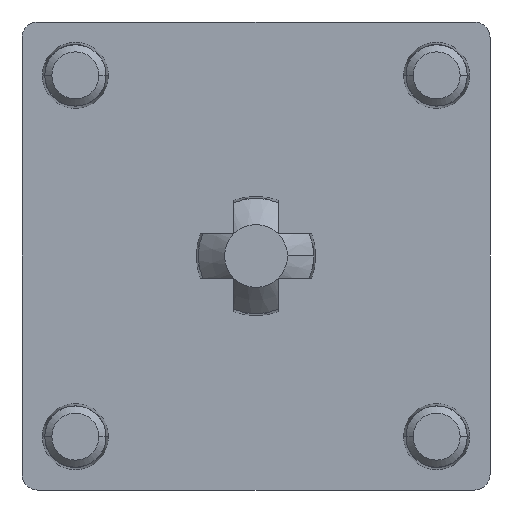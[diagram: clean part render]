
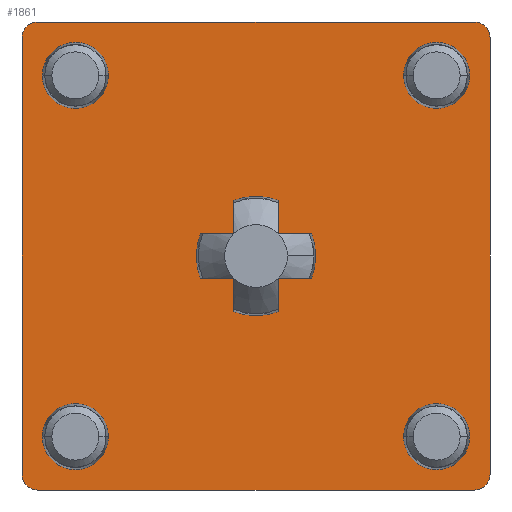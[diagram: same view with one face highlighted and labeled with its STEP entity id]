
A CAD part, front view. The second image highlights one B-rep face of the part: STEP entity #1861.
In plain terms, the highlighted planar face has unit normal (0, -1, 0).
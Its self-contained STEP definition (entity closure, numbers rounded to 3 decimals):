
#328=CARTESIAN_POINT('',(13.9,0.,-13.9));
#329=DIRECTION('',(0.,-1.,0.));
#330=DIRECTION('',(0.,0.,-1.));
#331=AXIS2_PLACEMENT_3D('',#328,#329,#330);
#337=DIRECTION('',(-1.,0.,0.));
#338=VECTOR('',#337,27.8);
#339=CARTESIAN_POINT('',(13.9,0.,-14.9));
#340=LINE('',#339,#338);
#344=CARTESIAN_POINT('',(-13.9,0.,-13.9));
#345=DIRECTION('',(0.,-1.,0.));
#346=DIRECTION('',(-1.,0.,0.));
#347=AXIS2_PLACEMENT_3D('',#344,#345,#346);
#352=DIRECTION('',(0.,0.,1.));
#353=VECTOR('',#352,27.8);
#354=CARTESIAN_POINT('',(-14.9,0.,-13.9));
#355=LINE('',#354,#353);
#359=CARTESIAN_POINT('',(-13.9,0.,13.9));
#360=DIRECTION('',(0.,-1.,0.));
#361=DIRECTION('',(0.,0.,1.));
#362=AXIS2_PLACEMENT_3D('',#359,#360,#361);
#367=DIRECTION('',(1.,0.,0.));
#368=VECTOR('',#367,27.8);
#369=CARTESIAN_POINT('',(-13.9,0.,14.9));
#370=LINE('',#369,#368);
#374=CARTESIAN_POINT('',(13.9,0.,13.9));
#375=DIRECTION('',(0.,-1.,0.));
#376=DIRECTION('',(1.,0.,0.));
#377=AXIS2_PLACEMENT_3D('',#374,#375,#376);
#382=DIRECTION('',(0.,0.,-1.));
#383=VECTOR('',#382,27.8);
#384=CARTESIAN_POINT('',(14.9,0.,13.9));
#385=LINE('',#384,#383);
#389=DIRECTION('',(1.,0.,0.));
#390=VECTOR('',#389,2.113);
#391=CARTESIAN_POINT('',(1.414,0.,1.414));
#392=LINE('',#391,#390);
#396=DIRECTION('',(0.,0.,-1.));
#397=VECTOR('',#396,2.113);
#398=CARTESIAN_POINT('',(1.414,0.,3.527));
#399=LINE('',#398,#397);
#403=CARTESIAN_POINT('',(0.,0.,0.));
#404=DIRECTION('',(0.,-1.,0.));
#405=DIRECTION('',(0.372,0.,0.928));
#406=AXIS2_PLACEMENT_3D('',#403,#404,#405);
#411=DIRECTION('',(0.,0.,1.));
#412=VECTOR('',#411,2.113);
#413=CARTESIAN_POINT('',(-1.414,0.,1.414));
#414=LINE('',#413,#412);
#418=DIRECTION('',(1.,0.,0.));
#419=VECTOR('',#418,2.113);
#420=CARTESIAN_POINT('',(-3.527,0.,1.414));
#421=LINE('',#420,#419);
#425=DIRECTION('',(-1.,0.,0.));
#426=VECTOR('',#425,2.113);
#427=CARTESIAN_POINT('',(-1.414,0.,-1.414));
#428=LINE('',#427,#426);
#432=DIRECTION('',(0.,0.,1.));
#433=VECTOR('',#432,2.113);
#434=CARTESIAN_POINT('',(-1.414,0.,-3.527));
#435=LINE('',#434,#433);
#439=CARTESIAN_POINT('',(0.,0.,0.));
#440=DIRECTION('',(0.,-1.,0.));
#441=DIRECTION('',(-0.372,0.,-0.928));
#442=AXIS2_PLACEMENT_3D('',#439,#440,#441);
#447=DIRECTION('',(0.,0.,-1.));
#448=VECTOR('',#447,2.113);
#449=CARTESIAN_POINT('',(1.414,0.,-1.414));
#450=LINE('',#449,#448);
#454=DIRECTION('',(-1.,0.,0.));
#455=VECTOR('',#454,2.113);
#456=CARTESIAN_POINT('',(3.527,0.,-1.414));
#457=LINE('',#456,#455);
#461=CARTESIAN_POINT('',(-11.5,0.,-11.5));
#462=DIRECTION('',(0.,-1.,0.));
#463=DIRECTION('',(1.,0.,0.));
#464=AXIS2_PLACEMENT_3D('',#461,#462,#463);
#469=CARTESIAN_POINT('',(-11.5,0.,-11.5));
#470=DIRECTION('',(0.,-1.,0.));
#471=DIRECTION('',(-1.,0.,0.));
#472=AXIS2_PLACEMENT_3D('',#469,#470,#471);
#477=CARTESIAN_POINT('',(11.5,0.,-11.5));
#478=DIRECTION('',(0.,1.,0.));
#479=DIRECTION('',(-1.,0.,0.));
#480=AXIS2_PLACEMENT_3D('',#477,#478,#479);
#485=CARTESIAN_POINT('',(11.5,0.,-11.5));
#486=DIRECTION('',(0.,1.,0.));
#487=DIRECTION('',(1.,0.,0.));
#488=AXIS2_PLACEMENT_3D('',#485,#486,#487);
#493=CARTESIAN_POINT('',(-11.5,0.,11.5));
#494=DIRECTION('',(0.,1.,0.));
#495=DIRECTION('',(1.,0.,0.));
#496=AXIS2_PLACEMENT_3D('',#493,#494,#495);
#501=CARTESIAN_POINT('',(-11.5,0.,11.5));
#502=DIRECTION('',(0.,1.,0.));
#503=DIRECTION('',(-1.,0.,0.));
#504=AXIS2_PLACEMENT_3D('',#501,#502,#503);
#509=CARTESIAN_POINT('',(11.5,0.,11.5));
#510=DIRECTION('',(0.,-1.,0.));
#511=DIRECTION('',(-1.,0.,0.));
#512=AXIS2_PLACEMENT_3D('',#509,#510,#511);
#517=CARTESIAN_POINT('',(11.5,0.,11.5));
#518=DIRECTION('',(0.,-1.,0.));
#519=DIRECTION('',(1.,0.,0.));
#520=AXIS2_PLACEMENT_3D('',#517,#518,#519);
#1081=CARTESIAN_POINT('',(-1.414,0.,3.527));
#1089=CARTESIAN_POINT('',(1.414,0.,3.527));
#1105=CARTESIAN_POINT('',(-1.414,0.,-3.527));
#1121=CARTESIAN_POINT('',(1.414,0.,-3.527));
#1129=CARTESIAN_POINT('',(0.,0.,0.));
#1130=DIRECTION('',(0.,1.,0.));
#1131=DIRECTION('',(-0.928,0.,-0.372));
#1132=AXIS2_PLACEMENT_3D('',#1129,#1130,#1131);
#1137=CARTESIAN_POINT('',(-3.527,0.,1.414));
#1145=CARTESIAN_POINT('',(-3.527,0.,-1.414));
#1169=CARTESIAN_POINT('',(3.527,0.,1.414));
#1177=CARTESIAN_POINT('',(0.,0.,0.));
#1178=DIRECTION('',(0.,1.,0.));
#1179=DIRECTION('',(0.928,0.,0.372));
#1180=AXIS2_PLACEMENT_3D('',#1177,#1178,#1179);
#1185=CARTESIAN_POINT('',(3.527,0.,-1.414));
#1650=CARTESIAN_POINT('',(-1.414,0.,-1.414));
#1651=VERTEX_POINT('',#1650);
#1652=CARTESIAN_POINT('',(-1.414,0.,1.414));
#1653=VERTEX_POINT('',#1652);
#1654=CARTESIAN_POINT('',(1.414,0.,-1.414));
#1655=VERTEX_POINT('',#1654);
#1656=CARTESIAN_POINT('',(1.414,0.,1.414));
#1657=VERTEX_POINT('',#1656);
#1658=VERTEX_POINT('',#1105);
#1660=VERTEX_POINT('',#1145);
#1662=VERTEX_POINT('',#1185);
#1664=VERTEX_POINT('',#1121);
#1666=VERTEX_POINT('',#1137);
#1668=VERTEX_POINT('',#1081);
#1670=VERTEX_POINT('',#1089);
#1672=VERTEX_POINT('',#1169);
#1676=CARTESIAN_POINT('',(13.9,0.,-14.9));
#1677=CARTESIAN_POINT('',(14.9,0.,-13.9));
#1678=VERTEX_POINT('',#1676);
#1679=VERTEX_POINT('',#1677);
#1680=CARTESIAN_POINT('',(-14.9,0.,-13.9));
#1681=CARTESIAN_POINT('',(-13.9,0.,-14.9));
#1682=VERTEX_POINT('',#1680);
#1683=VERTEX_POINT('',#1681);
#1684=CARTESIAN_POINT('',(-13.9,0.,14.9));
#1685=CARTESIAN_POINT('',(-14.9,0.,13.9));
#1686=VERTEX_POINT('',#1684);
#1687=VERTEX_POINT('',#1685);
#1688=CARTESIAN_POINT('',(14.9,0.,13.9));
#1689=CARTESIAN_POINT('',(13.9,0.,14.9));
#1690=VERTEX_POINT('',#1688);
#1691=VERTEX_POINT('',#1689);
#1748=CARTESIAN_POINT('',(-13.6,0.,-11.5));
#1749=VERTEX_POINT('',#1748);
#1750=CARTESIAN_POINT('',(-9.4,0.,-11.5));
#1751=VERTEX_POINT('',#1750);
#1760=CARTESIAN_POINT('',(13.6,0.,-11.5));
#1761=VERTEX_POINT('',#1760);
#1762=CARTESIAN_POINT('',(9.4,0.,-11.5));
#1763=VERTEX_POINT('',#1762);
#1772=CARTESIAN_POINT('',(-13.6,0.,11.5));
#1773=VERTEX_POINT('',#1772);
#1774=CARTESIAN_POINT('',(-9.4,0.,11.5));
#1775=VERTEX_POINT('',#1774);
#1784=CARTESIAN_POINT('',(13.6,0.,11.5));
#1785=VERTEX_POINT('',#1784);
#1786=CARTESIAN_POINT('',(9.4,0.,11.5));
#1787=VERTEX_POINT('',#1786);
#1788=CARTESIAN_POINT('',(0.,0.,0.));
#1789=DIRECTION('',(0.,1.,0.));
#1790=DIRECTION('',(1.,0.,0.));
#1791=AXIS2_PLACEMENT_3D('',#1788,#1789,#1790);
#1792=PLANE('',#1791);
#1794=ORIENTED_EDGE('',*,*,#1793,.F.);
#1796=ORIENTED_EDGE('',*,*,#1795,.T.);
#1798=ORIENTED_EDGE('',*,*,#1797,.F.);
#1800=ORIENTED_EDGE('',*,*,#1799,.T.);
#1802=ORIENTED_EDGE('',*,*,#1801,.F.);
#1804=ORIENTED_EDGE('',*,*,#1803,.T.);
#1806=ORIENTED_EDGE('',*,*,#1805,.F.);
#1808=ORIENTED_EDGE('',*,*,#1807,.T.);
#1809=EDGE_LOOP('',(#1794,#1796,#1798,#1800,#1802,#1804,#1806,#1808));
#1810=FACE_OUTER_BOUND('',#1809,.F.);
#1812=ORIENTED_EDGE('',*,*,#1811,.F.);
#1814=ORIENTED_EDGE('',*,*,#1813,.F.);
#1816=ORIENTED_EDGE('',*,*,#1815,.F.);
#1818=ORIENTED_EDGE('',*,*,#1817,.T.);
#1820=ORIENTED_EDGE('',*,*,#1819,.F.);
#1822=ORIENTED_EDGE('',*,*,#1821,.F.);
#1824=ORIENTED_EDGE('',*,*,#1823,.F.);
#1826=ORIENTED_EDGE('',*,*,#1825,.F.);
#1828=ORIENTED_EDGE('',*,*,#1827,.F.);
#1830=ORIENTED_EDGE('',*,*,#1829,.T.);
#1832=ORIENTED_EDGE('',*,*,#1831,.F.);
#1834=ORIENTED_EDGE('',*,*,#1833,.F.);
#1835=EDGE_LOOP('',(#1812,#1814,#1816,#1818,#1820,#1822,#1824,#1826,#1828,#1830,
#1832,#1834));
#1836=FACE_BOUND('',#1835,.F.);
#1838=ORIENTED_EDGE('',*,*,#1837,.T.);
#1840=ORIENTED_EDGE('',*,*,#1839,.T.);
#1841=EDGE_LOOP('',(#1838,#1840));
#1842=FACE_BOUND('',#1841,.F.);
#1844=ORIENTED_EDGE('',*,*,#1843,.F.);
#1846=ORIENTED_EDGE('',*,*,#1845,.F.);
#1847=EDGE_LOOP('',(#1844,#1846));
#1848=FACE_BOUND('',#1847,.F.);
#1850=ORIENTED_EDGE('',*,*,#1849,.F.);
#1852=ORIENTED_EDGE('',*,*,#1851,.F.);
#1853=EDGE_LOOP('',(#1850,#1852));
#1854=FACE_BOUND('',#1853,.F.);
#1856=ORIENTED_EDGE('',*,*,#1855,.T.);
#1858=ORIENTED_EDGE('',*,*,#1857,.T.);
#1859=EDGE_LOOP('',(#1856,#1858));
#1860=FACE_BOUND('',#1859,.F.);
#332=CIRCLE('',#331,1.);
#348=CIRCLE('',#347,1.);
#363=CIRCLE('',#362,1.);
#378=CIRCLE('',#377,1.);
#407=CIRCLE('',#406,3.8);
#443=CIRCLE('',#442,3.8);
#465=CIRCLE('',#464,2.1);
#473=CIRCLE('',#472,2.1);
#481=CIRCLE('',#480,2.1);
#489=CIRCLE('',#488,2.1);
#497=CIRCLE('',#496,2.1);
#505=CIRCLE('',#504,2.1);
#513=CIRCLE('',#512,2.1);
#521=CIRCLE('',#520,2.1);
#1133=CIRCLE('',#1132,3.8);
#1181=CIRCLE('',#1180,3.8);
#1793=EDGE_CURVE('',#1678,#1679,#332,.T.);
#1795=EDGE_CURVE('',#1678,#1683,#340,.T.);
#1797=EDGE_CURVE('',#1682,#1683,#348,.T.);
#1799=EDGE_CURVE('',#1682,#1687,#355,.T.);
#1801=EDGE_CURVE('',#1686,#1687,#363,.T.);
#1803=EDGE_CURVE('',#1686,#1691,#370,.T.);
#1805=EDGE_CURVE('',#1690,#1691,#378,.T.);
#1807=EDGE_CURVE('',#1690,#1679,#385,.T.);
#1811=EDGE_CURVE('',#1672,#1662,#1181,.T.);
#1813=EDGE_CURVE('',#1657,#1672,#392,.T.);
#1815=EDGE_CURVE('',#1670,#1657,#399,.T.);
#1817=EDGE_CURVE('',#1670,#1668,#407,.T.);
#1819=EDGE_CURVE('',#1653,#1668,#414,.T.);
#1821=EDGE_CURVE('',#1666,#1653,#421,.T.);
#1823=EDGE_CURVE('',#1660,#1666,#1133,.T.);
#1825=EDGE_CURVE('',#1651,#1660,#428,.T.);
#1827=EDGE_CURVE('',#1658,#1651,#435,.T.);
#1829=EDGE_CURVE('',#1658,#1664,#443,.T.);
#1831=EDGE_CURVE('',#1655,#1664,#450,.T.);
#1833=EDGE_CURVE('',#1662,#1655,#457,.T.);
#1837=EDGE_CURVE('',#1751,#1749,#465,.T.);
#1839=EDGE_CURVE('',#1749,#1751,#473,.T.);
#1843=EDGE_CURVE('',#1763,#1761,#481,.T.);
#1845=EDGE_CURVE('',#1761,#1763,#489,.T.);
#1849=EDGE_CURVE('',#1775,#1773,#497,.T.);
#1851=EDGE_CURVE('',#1773,#1775,#505,.T.);
#1855=EDGE_CURVE('',#1787,#1785,#513,.T.);
#1857=EDGE_CURVE('',#1785,#1787,#521,.T.);
#1861=ADVANCED_FACE('',(#1810,#1836,#1842,#1848,#1854,#1860),#1792,.F.);
